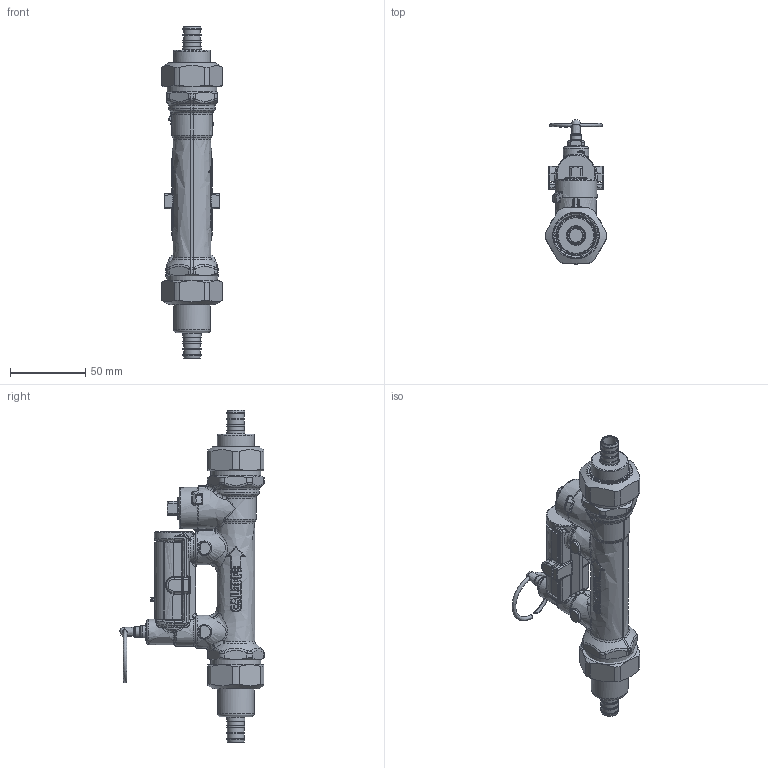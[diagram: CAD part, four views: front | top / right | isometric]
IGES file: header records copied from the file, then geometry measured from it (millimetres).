
Global section: file name: 132454AFC; native system: Autodesk Inventor 2025; preprocessor: unknown; author: ischreiner; date: 20250716.090404; units: centimetre
Bounding box: 40.64 x 95.91 x 220.09 mm (x, y, z)
Volume: 186166.6 mm3; surface area: 55134.7 mm2
Topology: 8 solids, 10 shells, 1858 faces, 4398 edges, 2521 vertices
Faces by surface type: bspline 1858
